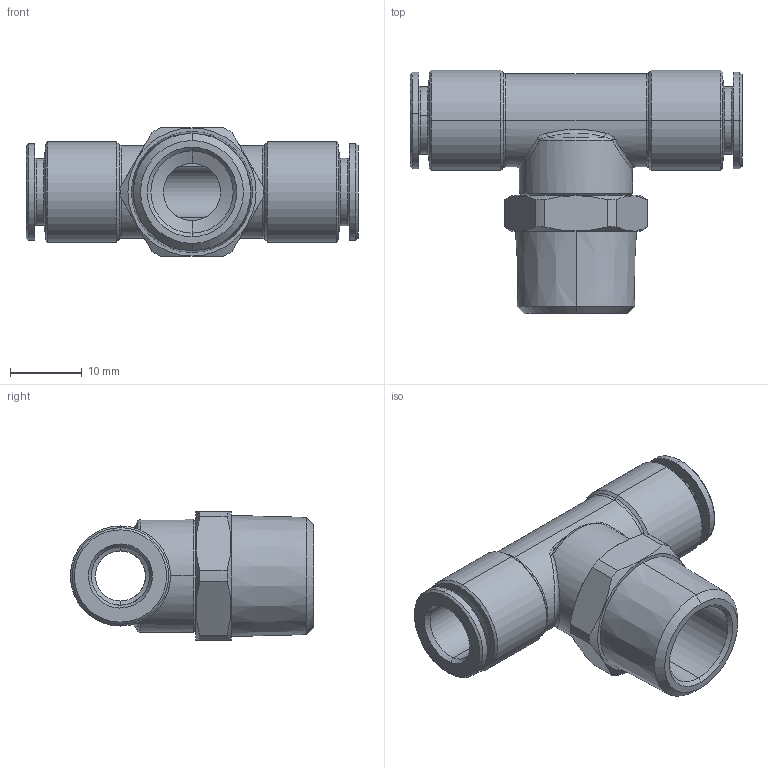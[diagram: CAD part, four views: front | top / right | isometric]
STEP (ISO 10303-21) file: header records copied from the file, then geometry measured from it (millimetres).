
FILE_DESCRIPTION(( 'MA.20.08.38.STEP' ), '1');
FILE_NAME( 'MA.20.08.38.STEP', '2018-10-01T12:16:33',( 'Sopra'),('sopra-pneumatic.com'), 'SwSTEP 2.0','SolidWorks 2009','' );
FILE_SCHEMA (( 'CONFIG_CONTROL_DESIGN' ));
Length unit declared in the file: millimetre
Products named in the file (1): A0100043
Bounding box: 46.4 x 34 x 18 mm (x, y, z)
Volume: 7065.4 mm3; surface area: 5531.9 mm2
Topology: 1 solids, 1 shells, 108 faces, 244 edges, 144 vertices
Faces by surface type: cone 44, cylinder 33, plane 17, bspline 8, torus 6
Entity records: 3743 total; most frequent: CARTESIAN_POINT 1261, DIRECTION 530, ORIENTED_EDGE 488, EDGE_CURVE 244, AXIS2_PLACEMENT_3D 223, VERTEX_POINT 144, CIRCLE 122, EDGE_LOOP 118
